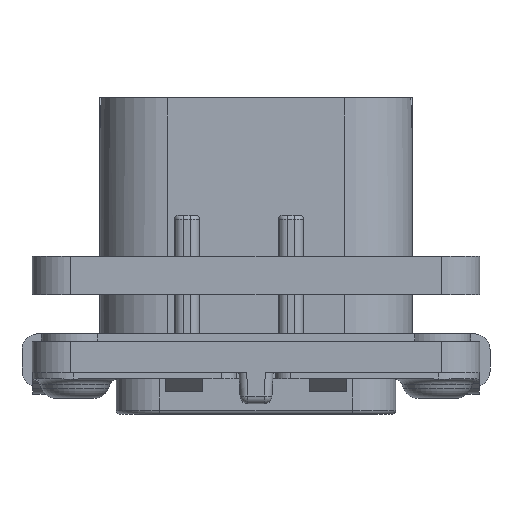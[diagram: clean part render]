
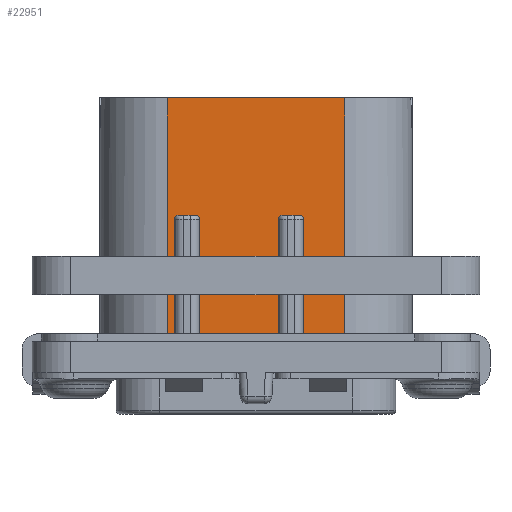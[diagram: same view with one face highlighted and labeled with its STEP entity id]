
A CAD part, front view. The second image highlights one B-rep face of the part: STEP entity #22951.
In plain terms, the highlighted planar face has unit normal (0, -1, 0).
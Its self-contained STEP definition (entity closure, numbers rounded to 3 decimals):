
#33=CARTESIAN_POINT('',(-3.9,-9.,9.87));
#34=DIRECTION('',(0.,1.,0.));
#35=DIRECTION('',(0.,0.,1.));
#36=AXIS2_PLACEMENT_3D('',#33,#34,#35);
#46=DIRECTION('',(0.,0.,1.));
#47=VECTOR('',#46,7.87);
#48=CARTESIAN_POINT('',(3.04,-9.,2.));
#49=LINE('',#48,#47);
#50=DIRECTION('',(1.,0.,0.));
#51=VECTOR('',#50,1.1);
#52=CARTESIAN_POINT('',(1.69,-9.,10.12));
#53=LINE('',#52,#51);
#54=DIRECTION('',(0.,0.,1.));
#55=VECTOR('',#54,7.87);
#56=CARTESIAN_POINT('',(1.44,-9.,2.));
#57=LINE('',#56,#55);
#58=DIRECTION('',(0.,0.,1.));
#59=VECTOR('',#58,7.87);
#60=CARTESIAN_POINT('',(-3.65,-9.,2.));
#61=LINE('',#60,#59);
#62=DIRECTION('',(1.,0.,0.));
#63=VECTOR('',#62,1.1);
#64=CARTESIAN_POINT('',(-5.,-9.,10.12));
#65=LINE('',#64,#63);
#66=DIRECTION('',(0.,0.,1.));
#67=VECTOR('',#66,7.87);
#68=CARTESIAN_POINT('',(-5.25,-9.,2.));
#69=LINE('',#68,#67);
#70=DIRECTION('',(0.,0.,-1.));
#71=VECTOR('',#70,15.67);
#72=CARTESIAN_POINT('',(-5.7,-9.,17.67));
#73=LINE('',#72,#71);
#74=DIRECTION('',(0.,0.,-1.));
#75=VECTOR('',#74,15.67);
#76=CARTESIAN_POINT('',(5.7,-9.,17.67));
#77=LINE('',#76,#75);
#91=CARTESIAN_POINT('',(2.79,-9.,9.87));
#92=DIRECTION('',(0.,1.,0.));
#93=DIRECTION('',(0.,0.,1.));
#94=AXIS2_PLACEMENT_3D('',#91,#92,#93);
#133=CARTESIAN_POINT('',(1.69,-9.,9.87));
#134=DIRECTION('',(0.,1.,0.));
#135=DIRECTION('',(-1.,0.,0.));
#136=AXIS2_PLACEMENT_3D('',#133,#134,#135);
#224=DIRECTION('',(1.,0.,0.));
#225=VECTOR('',#224,2.66);
#226=CARTESIAN_POINT('',(3.04,-9.,2.));
#227=LINE('',#226,#225);
#368=DIRECTION('',(1.,0.,0.));
#369=VECTOR('',#368,11.4);
#370=CARTESIAN_POINT('',(-5.7,-9.,17.67));
#371=LINE('',#370,#369);
#9828=DIRECTION('',(1.,0.,0.));
#9829=VECTOR('',#9828,0.45);
#9830=CARTESIAN_POINT('',(-5.7,-9.,2.));
#9831=LINE('',#9830,#9829);
#16313=CARTESIAN_POINT('',(-5.,-9.,9.87));
#16314=DIRECTION('',(0.,1.,0.));
#16315=DIRECTION('',(-1.,0.,0.));
#16316=AXIS2_PLACEMENT_3D('',#16313,#16314,#16315);
#18627=DIRECTION('',(1.,0.,0.));
#18628=VECTOR('',#18627,5.09);
#18629=CARTESIAN_POINT('',(-3.65,-9.,2.));
#18630=LINE('',#18629,#18628);
#18663=CARTESIAN_POINT('',(-5.7,-9.,17.67));
#18664=CARTESIAN_POINT('',(-5.7,-9.,2.));
#18665=VERTEX_POINT('',#18663);
#18666=VERTEX_POINT('',#18664);
#18667=CARTESIAN_POINT('',(5.7,-9.,17.67));
#18668=CARTESIAN_POINT('',(5.7,-9.,2.));
#18669=VERTEX_POINT('',#18667);
#18670=VERTEX_POINT('',#18668);
#18821=CARTESIAN_POINT('',(-5.25,-9.,2.));
#18822=VERTEX_POINT('',#18821);
#18823=CARTESIAN_POINT('',(-3.65,-9.,2.));
#18824=CARTESIAN_POINT('',(1.44,-9.,2.));
#18825=VERTEX_POINT('',#18823);
#18826=VERTEX_POINT('',#18824);
#18827=CARTESIAN_POINT('',(3.04,-9.,2.));
#18828=VERTEX_POINT('',#18827);
#21284=CARTESIAN_POINT('',(-3.65,-9.,9.87));
#21286=VERTEX_POINT('',#21284);
#21288=CARTESIAN_POINT('',(-3.9,-9.,10.12));
#21290=VERTEX_POINT('',#21288);
#21311=CARTESIAN_POINT('',(-5.,-9.,10.12));
#21312=VERTEX_POINT('',#21311);
#21313=CARTESIAN_POINT('',(-5.25,-9.,9.87));
#21314=VERTEX_POINT('',#21313);
#21316=CARTESIAN_POINT('',(3.04,-9.,9.87));
#21318=VERTEX_POINT('',#21316);
#21320=CARTESIAN_POINT('',(2.79,-9.,10.12));
#21322=VERTEX_POINT('',#21320);
#21323=CARTESIAN_POINT('',(1.69,-9.,10.12));
#21325=VERTEX_POINT('',#21323);
#21327=CARTESIAN_POINT('',(1.44,-9.,9.87));
#21329=VERTEX_POINT('',#21327);
#22915=CARTESIAN_POINT('',(-10.05,-9.,2.));
#22916=DIRECTION('',(0.,-1.,0.));
#22917=DIRECTION('',(1.,0.,0.));
#22918=AXIS2_PLACEMENT_3D('',#22915,#22916,#22917);
#22919=PLANE('',#22918);
#22921=ORIENTED_EDGE('',*,*,#22920,.T.);
#22923=ORIENTED_EDGE('',*,*,#22922,.F.);
#22925=ORIENTED_EDGE('',*,*,#22924,.F.);
#22927=ORIENTED_EDGE('',*,*,#22926,.F.);
#22929=ORIENTED_EDGE('',*,*,#22928,.F.);
#22931=ORIENTED_EDGE('',*,*,#22930,.F.);
#22932=ORIENTED_EDGE('',*,*,#22906,.T.);
#22933=ORIENTED_EDGE('',*,*,#22895,.F.);
#22934=ORIENTED_EDGE('',*,*,#22880,.F.);
#22936=ORIENTED_EDGE('',*,*,#22935,.F.);
#22938=ORIENTED_EDGE('',*,*,#22937,.F.);
#22940=ORIENTED_EDGE('',*,*,#22939,.F.);
#22942=ORIENTED_EDGE('',*,*,#22941,.F.);
#22944=ORIENTED_EDGE('',*,*,#22943,.T.);
#22946=ORIENTED_EDGE('',*,*,#22945,.T.);
#22948=ORIENTED_EDGE('',*,*,#22947,.F.);
#22949=EDGE_LOOP('',(#22921,#22923,#22925,#22927,#22929,#22931,#22932,#22933,
#22934,#22936,#22938,#22940,#22942,#22944,#22946,#22948));
#22950=FACE_OUTER_BOUND('',#22949,.F.);
#22951=ADVANCED_FACE('',(#22950),#22919,.T.);
#37=CIRCLE('',#36,0.25);
#95=CIRCLE('',#94,0.25);
#137=CIRCLE('',#136,0.25);
#16317=CIRCLE('',#16316,0.25);
#22880=EDGE_CURVE('',#21312,#21290,#65,.T.);
#22895=EDGE_CURVE('',#21290,#21286,#37,.T.);
#22906=EDGE_CURVE('',#18825,#21286,#61,.T.);
#22920=EDGE_CURVE('',#18828,#21318,#49,.T.);
#22922=EDGE_CURVE('',#21322,#21318,#95,.T.);
#22924=EDGE_CURVE('',#21325,#21322,#53,.T.);
#22926=EDGE_CURVE('',#21329,#21325,#137,.T.);
#22928=EDGE_CURVE('',#18826,#21329,#57,.T.);
#22930=EDGE_CURVE('',#18825,#18826,#18630,.T.);
#22935=EDGE_CURVE('',#21314,#21312,#16317,.T.);
#22937=EDGE_CURVE('',#18822,#21314,#69,.T.);
#22939=EDGE_CURVE('',#18666,#18822,#9831,.T.);
#22941=EDGE_CURVE('',#18665,#18666,#73,.T.);
#22943=EDGE_CURVE('',#18665,#18669,#371,.T.);
#22945=EDGE_CURVE('',#18669,#18670,#77,.T.);
#22947=EDGE_CURVE('',#18828,#18670,#227,.T.);
